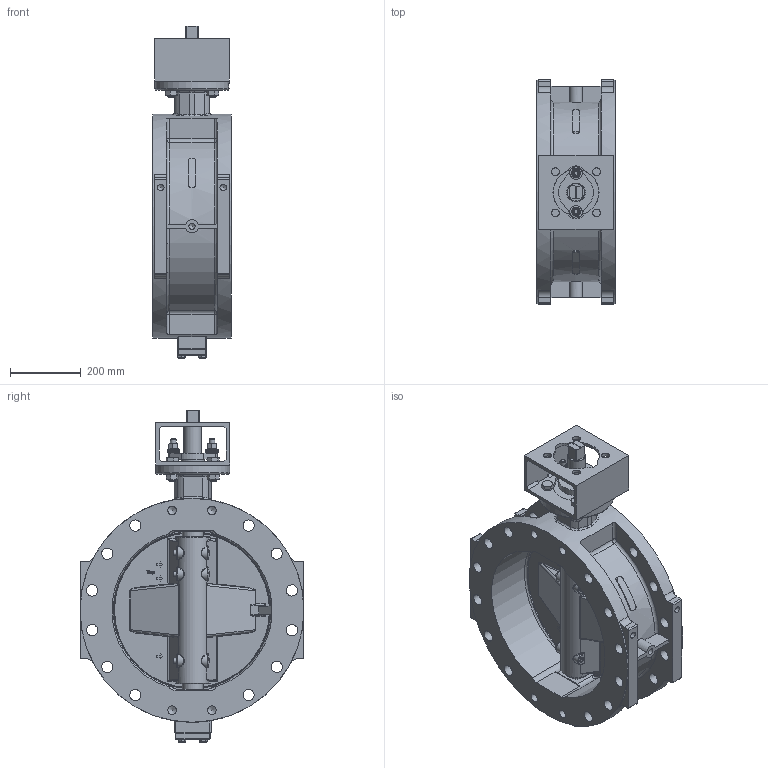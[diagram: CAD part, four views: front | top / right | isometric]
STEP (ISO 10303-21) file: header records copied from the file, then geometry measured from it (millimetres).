
FILE_DESCRIPTION(/* description */ (''),/* implementation_level */ '2;1');
FILE_NAME(/* name */ 'HP112 DN450 class150.stp',/* time_stamp */ '2018-11-30T08:05:54+01:00',/* author */ ('hellwig'),/* organization */ (''),/* preprocessor_version */ 'ST-DEVELOPER v16.5',/* originating_system */ 'Autodesk Inventor 2017',/* authorisation */ '');
FILE_SCHEMA (('CONFIG_CONTROL_DESIGN'));
Length unit declared in the file: millimetre
Products named in the file (1): MD_M735
Bounding box: 222 x 635 x 941.5 mm (x, y, z)
Volume: 6193673 mm3; surface area: 2807387.1 mm2
Topology: 29 solids, 32 shells, 1445 faces, 3534 edges, 2221 vertices
Faces by surface type: plane 639, cylinder 399, cone 243, bspline 98, torus 61, sphere 5
Full cylindrical faces by diameter (mm): 2 x1, 8.376 x12, 10 x24, 10.106 x4, 11.053 x4, 12 x4, 13.5 x4, 13.835 x2, 14 x3, 14.2 x3, 16 x6, 17.2 x4, 17.294 x2, 17.5 x2, 18.3 x12, 18.376 x2, 18.647 x4, 20 x8, 22 x8, 24.638 x8, 27.7 x4, 31.8 x24, 35.5 x12, 50 x2, 50.05 x6, 50.2 x4, 53 x1, 53.3 x6, 54.5 x1, 55 x1
Entity records: 43475 total; most frequent: CARTESIAN_POINT 11335, DIRECTION 6367, ORIENTED_EDGE 5954, EDGE_CURVE 2963, AXIS2_PLACEMENT_3D 2556, EDGE_LOOP 2111, VERTEX_POINT 2068, FACE_OUTER_BOUND 1445
